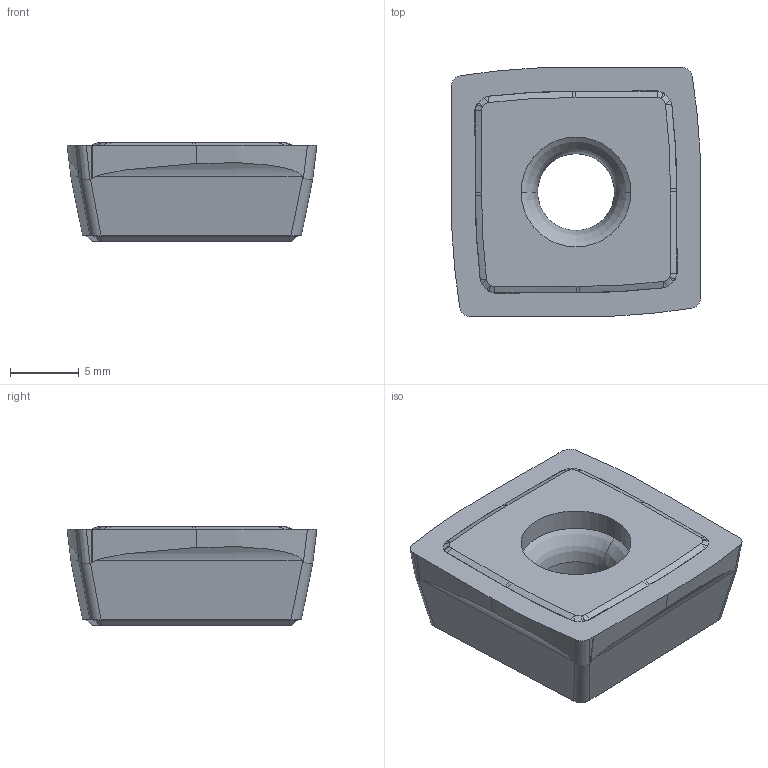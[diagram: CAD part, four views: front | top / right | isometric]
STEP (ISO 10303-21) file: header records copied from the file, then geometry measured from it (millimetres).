
FILE_DESCRIPTION((''),'2;1');
FILE_NAME('SOMX187008-UM','2021-02-26T10:47:28',('tlyad011'),('PTC Japan'),'CREO PARAMETRIC BY PTC INC, 2018500','CREO PARAMETRIC BY PTC INC, 2018500','');
FILE_SCHEMA(('AUTOMOTIVE_DESIGN { 1 0 10303 214 1 1 1 1 }'));
Length unit declared in the file: millimetre
Products named in the file (1): SOMX187008-UM
Bounding box: 18.2 x 18.2 x 7.2 mm (x, y, z)
Volume: 1737.5 mm3; surface area: 1087.7 mm2
Topology: 1 solids, 1 shells, 118 faces, 326 edges, 208 vertices
Faces by surface type: bspline 64, plane 24, cylinder 24, cone 4, torus 2
Entity records: 7010 total; most frequent: CARTESIAN_POINT 3553, ORIENTED_EDGE 604, PRESENTATION_STYLE_ASSIGNMENT 325, STYLED_ITEM 325, CURVE_STYLE 324, EDGE_CURVE 302, DIRECTION 278, VERTEX_POINT 188
